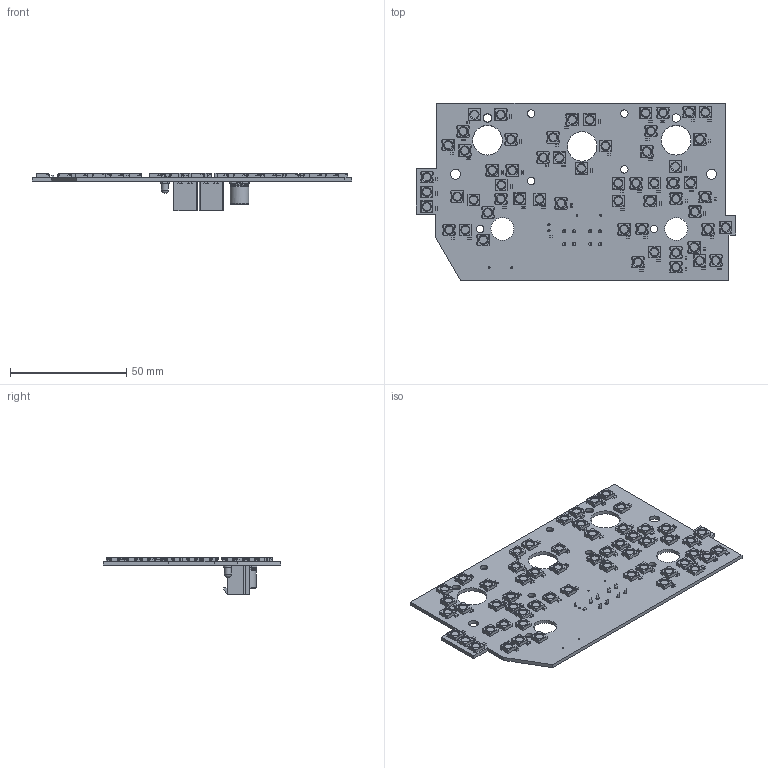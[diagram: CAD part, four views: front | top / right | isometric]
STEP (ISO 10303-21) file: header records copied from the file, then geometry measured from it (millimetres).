
FILE_DESCRIPTION(('KiCad electronic assembly'),'2;1');
FILE_NAME('SNSR PANEL.step','2023-05-29T23:40:48',('Pcbnew'),('Kicad'), 'Open CASCADE STEP processor 7.6','KiCad to STEP converter','Unknown' );
FILE_SCHEMA(('AUTOMOTIVE_DESIGN { 1 0 10303 214 1 1 1 1 }'));
Length unit declared in the file: millimetre
Products named in the file (14): SNSR PANEL 1; LED_WS2812B_PLCC4_5.0x5.0mm_P3.2mm; SOLID; C_0603_1608Metric; R_0603_1608Metric; CP_Elec_8x10; LED_D3.0mm_GREEN; Molex_Mini-Fit_Jr_5566-04A_2x02_P4.20mm_Vertical; SNSR PANEL PCB
Assembly tree (122 placements, depth 3):
  SNSR PANEL 1
    LED_WS2812B_PLCC4_5.0x5.0mm_P3.2mm  x58
      SOLID
    C_0603_1608Metric  x52
      SOLID
    R_0603_1608Metric
      SOLID
    CP_Elec_8x10
      SOLID
    LED_D3.0mm_GREEN
      SOLID
    Molex_Mini-Fit_Jr_5566-04A_2x02_P4.20mm_Vertical  x2
      SOLID
    SNSR PANEL PCB
Bounding box: 137.23 x 76.18 x 16.3 mm (x, y, z)
Volume: 18198.2 mm3; surface area: 28000.5 mm2
Topology: 116 solids, 116 shells, 5785 faces, 16421 edges, 10824 vertices
Faces by surface type: plane 3768, cylinder 1951, cone 58, torus 4, bspline 2, revolution 1, sphere 1
Full cylindrical faces by diameter (mm): 0.7 x4, 0.9 x2, 1.4 x8, 3 x1, 3.175 x2, 3.2 x4, 3.333 x58, 3.572 x2, 4.3 x2, 8 x2, 9.804 x2, 12.7 x3
Entity records: 26758 total; most frequent: CARTESIAN_POINT 5261, DIRECTION 3836, LINE 2489, VECTOR 2489, ORIENTED_EDGE 1900, PCURVE 1900, DEFINITIONAL_REPRESENTATION 1900, EDGE_CURVE 950
